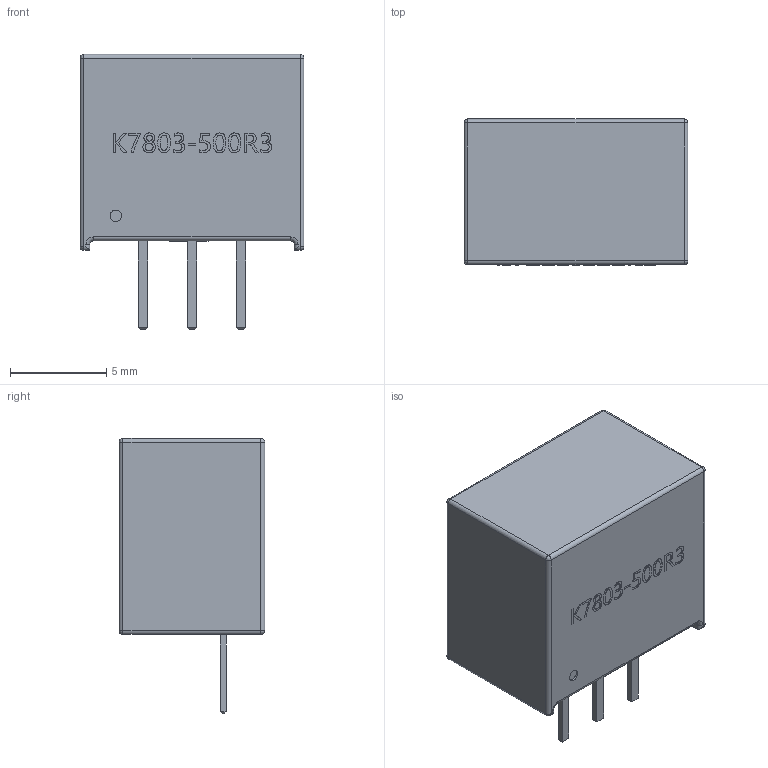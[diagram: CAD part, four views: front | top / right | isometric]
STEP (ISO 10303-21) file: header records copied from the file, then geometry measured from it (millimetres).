
FILE_DESCRIPTION (( 'STEP AP214' ), '1' );
FILE_NAME ('PWRM-TH_K7803-500R3.step', '2022-07-09T11:34:36', ( '' ), ( '' ), 'SwSTEP 2.0', 'SolidWorks 2020', '' );
FILE_SCHEMA (( 'AUTOMOTIVE_DESIGN' ));
Length unit declared in the file: millimetre
Products named in the file (1): PWRM-TH_K7803-500R3
Bounding box: 11.6 x 7.56 x 14.26 mm (x, y, z)
Volume: 851 mm3; surface area: 572.3 mm2
Topology: 1 solids, 1 shells, 508 faces, 1337 edges, 870 vertices
Faces by surface type: plane 279, bspline 193, cylinder 24, sphere 8, torus 4
Entity records: 24694 total; most frequent: CARTESIAN_POINT 10153, ORIENTED_EDGE 2658, DIRECTION 1611, EDGE_CURVE 1329, LINE 891, VECTOR 891, VERTEX_POINT 870, EDGE_LOOP 555
